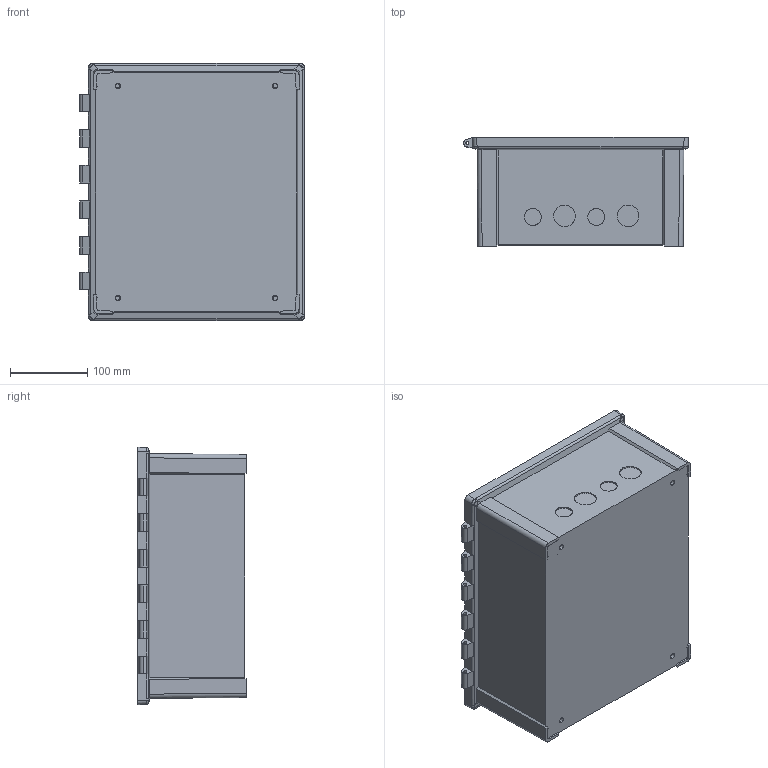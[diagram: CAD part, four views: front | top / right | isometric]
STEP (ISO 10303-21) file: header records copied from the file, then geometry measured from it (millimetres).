
FILE_DESCRIPTION((''),'2;1');
FILE_NAME('12X10_HINGE_KO_BASE','2015-01-15T',('fxhongdongluo'),(''),'PRO/ENGINEER BY PARAMETRIC TECHNOLOGY CORPORATION, 2010040','PRO/ENGINEER BY PARAMETRIC TECHNOLOGY CORPORATION, 2010040','');
FILE_SCHEMA(('CONFIG_CONTROL_DESIGN'));
Length unit declared in the file: millimetre
Products named in the file (1): 12X10_HINGE_KO_BASE
Bounding box: 290.39 x 140.5 x 332.53 mm (x, y, z)
Volume: 1016667.4 mm3; surface area: 520659.6 mm2
Topology: 6 solids, 14 shells, 550 faces, 1456 edges, 948 vertices
Faces by surface type: plane 351, cylinder 124, cone 55, bspline 20
Entity records: 20597 total; most frequent: CARTESIAN_POINT 7074, ORIENTED_EDGE 2896, DIRECTION 2640, EDGE_CURVE 1448, VECTOR 958, LINE 958, VERTEX_POINT 948, AXIS2_PLACEMENT_3D 841
